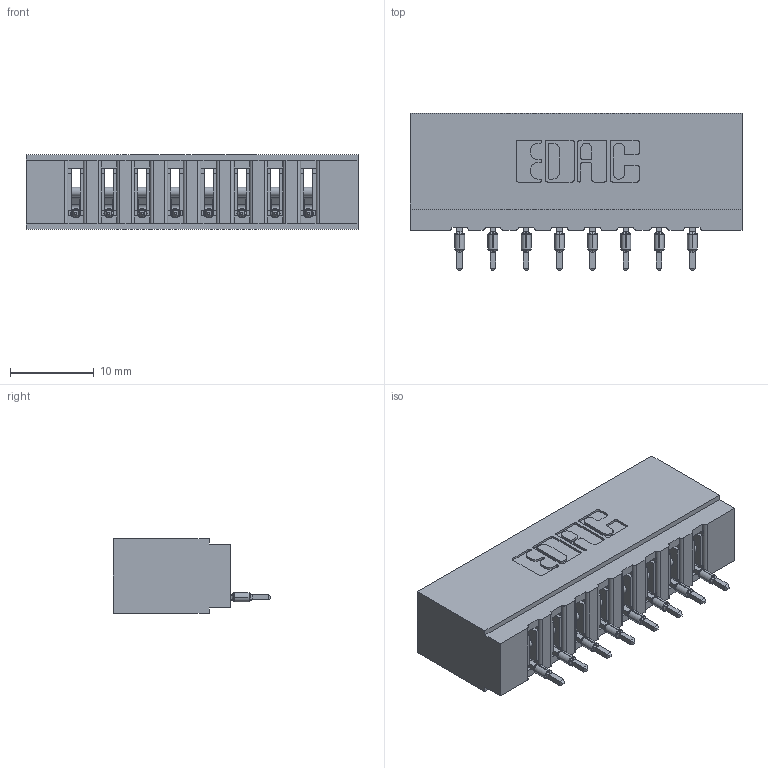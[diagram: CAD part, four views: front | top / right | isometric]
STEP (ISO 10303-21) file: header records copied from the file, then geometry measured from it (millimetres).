
FILE_DESCRIPTION (( 'STEP AP203' ), '1' );
FILE_NAME ('717-008-560-106.STEP', '2020-03-13T17:48:35', ( '' ), ( '' ), 'SwSTEP 2.0', 'SolidWorks 2016', '' );
FILE_SCHEMA (( 'CONFIG_CONTROL_DESIGN' ));
Length unit declared in the file: inch
Products named in the file (3): 745-292-001_560; 717 Part_Insulator Option - 06; 717-008-560-106
Assembly tree (9 placements, depth 2):
  717-008-560-106
    717 Part_Insulator Option - 06
    745-292-001_560  x8
Bounding box: 39.57 x 18.78 x 8.89 mm (x, y, z)
Volume: 3520.8 mm3; surface area: 4705.4 mm2
Topology: 9 solids, 9 shells, 1070 faces, 2971 edges, 1894 vertices
Faces by surface type: plane 638, cylinder 224, bspline 160, torus 48
Entity records: 18378 total; most frequent: CARTESIAN_POINT 3739, ORIENTED_EDGE 3114, DIRECTION 2739, EDGE_CURVE 1557, VECTOR 1319, LINE 1319, VERTEX_POINT 998, AXIS2_PLACEMENT_3D 710
